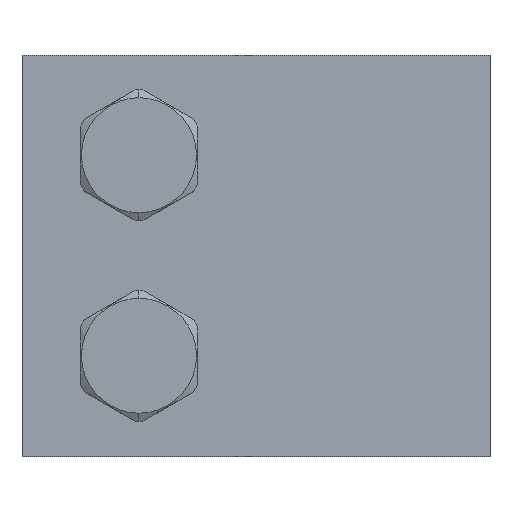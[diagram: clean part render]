
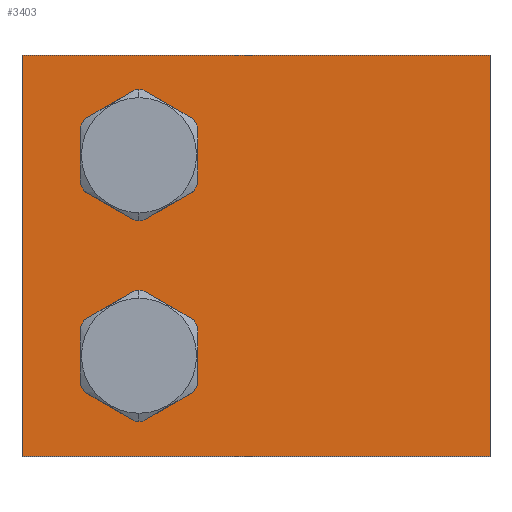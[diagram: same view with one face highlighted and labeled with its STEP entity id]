
A CAD part, top view. The second image highlights one B-rep face of the part: STEP entity #3403.
In plain terms, the highlighted planar face has unit normal (0, 0, 1).
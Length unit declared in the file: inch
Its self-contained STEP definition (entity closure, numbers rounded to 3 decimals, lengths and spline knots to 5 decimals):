
#143=DIRECTION('',(0.,-1.,0.));
#144=VECTOR('',#143,3.);
#145=CARTESIAN_POINT('',(0.,0.,3.));
#146=LINE('',#145,#144);
#147=DIRECTION('',(-1.,0.,0.));
#148=VECTOR('',#147,3.5);
#149=CARTESIAN_POINT('',(3.5,0.,3.));
#150=LINE('',#149,#148);
#151=DIRECTION('',(0.,1.,0.));
#152=VECTOR('',#151,3.);
#153=CARTESIAN_POINT('',(3.5,-3.,3.));
#154=LINE('',#153,#152);
#155=DIRECTION('',(1.,0.,0.));
#156=VECTOR('',#155,3.5);
#157=CARTESIAN_POINT('',(0.,-3.,3.));
#158=LINE('',#157,#156);
#159=CARTESIAN_POINT('',(0.875,-0.75,3.));
#160=DIRECTION('',(0.,0.,-1.));
#161=DIRECTION('',(-1.,0.,0.));
#162=AXIS2_PLACEMENT_3D('',#159,#160,#161);
#164=CARTESIAN_POINT('',(0.875,-0.75,3.));
#165=DIRECTION('',(0.,0.,-1.));
#166=DIRECTION('',(1.,0.,0.));
#167=AXIS2_PLACEMENT_3D('',#164,#165,#166);
#169=CARTESIAN_POINT('',(0.875,-2.25,3.));
#170=DIRECTION('',(0.,0.,-1.));
#171=DIRECTION('',(-1.,0.,0.));
#172=AXIS2_PLACEMENT_3D('',#169,#170,#171);
#174=CARTESIAN_POINT('',(0.875,-2.25,3.));
#175=DIRECTION('',(0.,0.,-1.));
#176=DIRECTION('',(1.,0.,0.));
#177=AXIS2_PLACEMENT_3D('',#174,#175,#176);
#2830=CARTESIAN_POINT('',(0.,0.,3.));
#2831=CARTESIAN_POINT('',(0.,-3.,3.));
#2832=VERTEX_POINT('',#2830);
#2833=VERTEX_POINT('',#2831);
#2834=CARTESIAN_POINT('',(3.5,-3.,3.));
#2835=VERTEX_POINT('',#2834);
#2836=CARTESIAN_POINT('',(3.5,0.,3.));
#2837=VERTEX_POINT('',#2836);
#2878=CARTESIAN_POINT('',(0.4445,-0.75,3.));
#2879=CARTESIAN_POINT('',(1.3055,-0.75,3.));
#2880=VERTEX_POINT('',#2878);
#2881=VERTEX_POINT('',#2879);
#2926=CARTESIAN_POINT('',(0.4445,-2.25,3.));
#2927=CARTESIAN_POINT('',(1.3055,-2.25,3.));
#2928=VERTEX_POINT('',#2926);
#2929=VERTEX_POINT('',#2927);
#3380=CARTESIAN_POINT('',(0.,0.,3.));
#3381=DIRECTION('',(0.,0.,1.));
#3382=DIRECTION('',(1.,0.,0.));
#3383=AXIS2_PLACEMENT_3D('',#3380,#3381,#3382);
#3384=PLANE('',#3383);
#3385=ORIENTED_EDGE('',*,*,#3272,.F.);
#3386=ORIENTED_EDGE('',*,*,#3299,.F.);
#3387=ORIENTED_EDGE('',*,*,#3325,.F.);
#3388=ORIENTED_EDGE('',*,*,#3362,.F.);
#3389=EDGE_LOOP('',(#3385,#3386,#3387,#3388));
#3390=FACE_OUTER_BOUND('',#3389,.F.);
#3392=ORIENTED_EDGE('',*,*,#3391,.F.);
#3394=ORIENTED_EDGE('',*,*,#3393,.F.);
#3395=EDGE_LOOP('',(#3392,#3394));
#3396=FACE_BOUND('',#3395,.F.);
#3398=ORIENTED_EDGE('',*,*,#3397,.F.);
#3400=ORIENTED_EDGE('',*,*,#3399,.F.);
#3401=EDGE_LOOP('',(#3398,#3400));
#3402=FACE_BOUND('',#3401,.F.);
#3403=ADVANCED_FACE('',(#3390,#3396,#3402),#3384,.T.);
#163=CIRCLE('',#162,0.4305);
#168=CIRCLE('',#167,0.4305);
#173=CIRCLE('',#172,0.4305);
#178=CIRCLE('',#177,0.4305);
#3272=EDGE_CURVE('',#2832,#2833,#146,.T.);
#3299=EDGE_CURVE('',#2837,#2832,#150,.T.);
#3325=EDGE_CURVE('',#2835,#2837,#154,.T.);
#3362=EDGE_CURVE('',#2833,#2835,#158,.T.);
#3391=EDGE_CURVE('',#2880,#2881,#163,.T.);
#3393=EDGE_CURVE('',#2881,#2880,#168,.T.);
#3397=EDGE_CURVE('',#2928,#2929,#173,.T.);
#3399=EDGE_CURVE('',#2929,#2928,#178,.T.);
